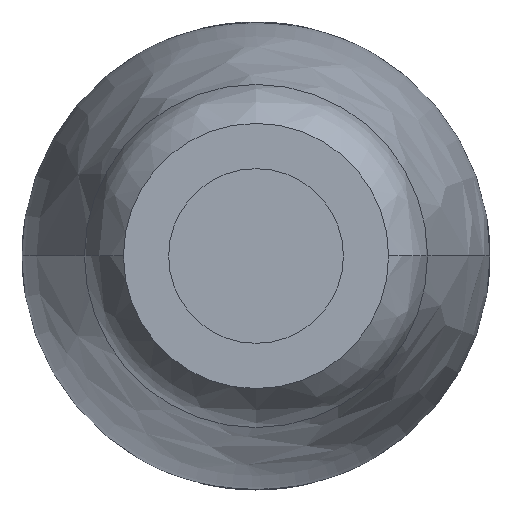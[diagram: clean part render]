
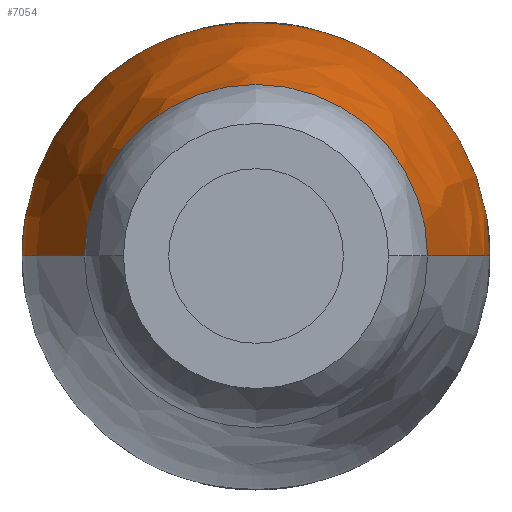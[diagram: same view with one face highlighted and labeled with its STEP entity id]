
A CAD part, front view. The second image highlights one B-rep face of the part: STEP entity #7054.
In plain terms, the highlighted face is a revolution surface.
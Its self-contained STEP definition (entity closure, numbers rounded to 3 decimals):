
#337=CARTESIAN_POINT('',(0.,-6.4,0.));
#338=DIRECTION('',(0.,-1.,0.));
#339=DIRECTION('',(1.,0.,0.));
#340=AXIS2_PLACEMENT_3D('',#337,#338,#339);
#353=CARTESIAN_POINT('',(3.904,-6.4,6.404));
#384=CARTESIAN_POINT('',(-3.904,-6.4,6.404));
#397=CARTESIAN_POINT('',(0.,-6.4,0.));
#398=DIRECTION('',(0.,-1.,0.));
#399=DIRECTION('',(-0.521,0.,0.854));
#400=AXIS2_PLACEMENT_3D('',#397,#398,#399);
#596=CARTESIAN_POINT('',(-3.901,-9.061,6.406));
#597=CARTESIAN_POINT('',(-3.904,-8.766,6.405));
#598=CARTESIAN_POINT('',(-3.906,-8.176,6.403));
#599=CARTESIAN_POINT('',(-3.905,-7.289,6.403));
#600=CARTESIAN_POINT('',(-3.904,-6.697,6.403));
#601=CARTESIAN_POINT('',(-3.904,-6.4,6.404));
#603=CARTESIAN_POINT('',(3.9,-9.063,6.407));
#604=CARTESIAN_POINT('',(3.896,-9.618,6.409));
#605=CARTESIAN_POINT('',(3.869,-10.673,6.426));
#606=CARTESIAN_POINT('',(3.794,-12.058,6.47));
#607=CARTESIAN_POINT('',(3.69,-13.295,6.529));
#608=CARTESIAN_POINT('',(3.565,-14.399,6.598));
#609=CARTESIAN_POINT('',(3.404,-15.372,6.684));
#610=CARTESIAN_POINT('',(3.202,-16.207,6.785));
#611=CARTESIAN_POINT('',(2.967,-16.916,6.891));
#612=CARTESIAN_POINT('',(2.71,-17.51,6.994));
#613=CARTESIAN_POINT('',(2.441,-18.007,7.089));
#614=CARTESIAN_POINT('',(2.164,-18.414,7.174));
#615=CARTESIAN_POINT('',(1.885,-18.738,7.247));
#616=CARTESIAN_POINT('',(1.605,-18.996,7.31));
#617=CARTESIAN_POINT('',(1.315,-19.205,7.363));
#618=CARTESIAN_POINT('',(1.012,-19.372,7.407));
#619=CARTESIAN_POINT('',(0.707,-19.495,7.44));
#620=CARTESIAN_POINT('',(0.412,-19.575,7.46));
#621=CARTESIAN_POINT('',(0.137,-19.614,7.468));
#622=CARTESIAN_POINT('',(-0.126,-19.617,
7.468));
#623=CARTESIAN_POINT('',(-0.388,-19.586,
7.46));
#624=CARTESIAN_POINT('',(-0.661,-19.517,
7.443));
#625=CARTESIAN_POINT('',(-0.947,-19.406,
7.415));
#626=CARTESIAN_POINT('',(-1.243,-19.247,7.375));
#627=CARTESIAN_POINT('',(-1.541,-19.037,7.323));
#628=CARTESIAN_POINT('',(-1.837,-18.771,7.259));
#629=CARTESIAN_POINT('',(-2.132,-18.438,7.183));
#630=CARTESIAN_POINT('',(-2.424,-18.023,7.095));
#631=CARTESIAN_POINT('',(-2.71,-17.515,6.994));
#632=CARTESIAN_POINT('',(-2.98,-16.905,6.885));
#633=CARTESIAN_POINT('',(-3.219,-16.188,6.777));
#634=CARTESIAN_POINT('',(-3.418,-15.347,6.677));
#635=CARTESIAN_POINT('',(-3.572,-14.368,6.594));
#636=CARTESIAN_POINT('',(-3.691,-13.263,6.528));
#637=CARTESIAN_POINT('',(-3.792,-12.029,6.471));
#638=CARTESIAN_POINT('',(-3.867,-10.65,6.427));
#639=CARTESIAN_POINT('',(-3.897,-9.608,6.409));
#640=CARTESIAN_POINT('',(-3.901,-9.061,6.406));
#642=CARTESIAN_POINT('',(3.904,-6.4,6.404));
#643=CARTESIAN_POINT('',(3.903,-6.678,6.404));
#644=CARTESIAN_POINT('',(3.903,-7.246,6.404));
#645=CARTESIAN_POINT('',(3.903,-8.132,6.405));
#646=CARTESIAN_POINT('',(3.902,-8.748,6.406));
#647=CARTESIAN_POINT('',(3.9,-9.063,6.407));
#649=CARTESIAN_POINT('',(7.5,-6.4,0.));
#650=CARTESIAN_POINT('',(7.499,-6.821,0.));
#651=CARTESIAN_POINT('',(7.501,-8.477,0.));
#652=CARTESIAN_POINT('',(7.5,-11.389,0.));
#653=CARTESIAN_POINT('',(7.497,-16.246,0.));
#654=CARTESIAN_POINT('',(7.519,-21.194,0.));
#655=CARTESIAN_POINT('',(6.78,-27.586,0.));
#656=CARTESIAN_POINT('',(5.941,-31.613,0.));
#657=CARTESIAN_POINT('',(5.25,-34.4,0.));
#659=CARTESIAN_POINT('',(0.,-34.4,0.));
#660=DIRECTION('',(0.,-1.,0.));
#661=DIRECTION('',(1.,0.,0.));
#662=AXIS2_PLACEMENT_3D('',#659,#660,#661);
#664=CARTESIAN_POINT('',(-5.25,-34.4,0.));
#665=CARTESIAN_POINT('',(-5.941,-31.613,0.));
#666=CARTESIAN_POINT('',(-6.78,-27.586,0.));
#667=CARTESIAN_POINT('',(-7.519,-21.194,0.));
#668=CARTESIAN_POINT('',(-7.497,-16.246,0.));
#669=CARTESIAN_POINT('',(-7.5,-11.389,0.));
#670=CARTESIAN_POINT('',(-7.501,-8.477,
0.));
#671=CARTESIAN_POINT('',(-7.499,-6.821,0.));
#672=CARTESIAN_POINT('',(-7.5,-6.4,0.));
#5417=VERTEX_POINT('',#664);
#5418=VERTEX_POINT('',#672);
#5419=VERTEX_POINT('',#649);
#5420=VERTEX_POINT('',#657);
#5535=VERTEX_POINT('',#384);
#5538=VERTEX_POINT('',#596);
#5539=VERTEX_POINT('',#603);
#5542=VERTEX_POINT('',#353);
#7021=CARTESIAN_POINT('',(7.501,-6.118,0.));
#7022=CARTESIAN_POINT('',(7.5,-6.212,0.));
#7023=CARTESIAN_POINT('',(7.499,-6.726,0.));
#7024=CARTESIAN_POINT('',(7.501,-8.477,0.));
#7025=CARTESIAN_POINT('',(7.5,-11.389,0.));
#7026=CARTESIAN_POINT('',(7.497,-16.246,0.));
#7027=CARTESIAN_POINT('',(7.519,-21.194,0.));
#7028=CARTESIAN_POINT('',(6.78,-27.586,0.));
#7029=CARTESIAN_POINT('',(5.922,-31.704,0.));
#7030=CARTESIAN_POINT('',(5.205,-34.583,0.));
#7031=CARTESIAN_POINT('',(5.182,-34.674,0.));
#7036=CARTESIAN_POINT('',(0.,-42.1,0.));
#7037=DIRECTION('',(0.,1.,0.));
#7038=AXIS1_PLACEMENT('',#7036,#7037);
#7039=SURFACE_OF_REVOLUTION('',#7032,#7038);
#7041=ORIENTED_EDGE('',*,*,#7040,.F.);
#7043=ORIENTED_EDGE('',*,*,#7042,.F.);
#7045=ORIENTED_EDGE('',*,*,#7044,.F.);
#7046=ORIENTED_EDGE('',*,*,#6257,.F.);
#7047=ORIENTED_EDGE('',*,*,#6944,.T.);
#7049=ORIENTED_EDGE('',*,*,#7048,.T.);
#7050=ORIENTED_EDGE('',*,*,#6940,.T.);
#7051=ORIENTED_EDGE('',*,*,#6281,.F.);
#7052=EDGE_LOOP('',(#7041,#7043,#7045,#7046,#7047,#7049,#7050,#7051));
#7053=FACE_OUTER_BOUND('',#7052,.F.);
#341=CIRCLE('',#340,7.5);
#401=CIRCLE('',#400,7.5);
#602=B_SPLINE_CURVE_WITH_KNOTS('',3,(#596,#597,#598,#599,#600,#601),
.UNSPECIFIED.,.F.,.F.,(4,1,1,4),(0.,0.333,0.667,1.),
.UNSPECIFIED.);
#641=B_SPLINE_CURVE_WITH_KNOTS('',3,(#603,#604,#605,#606,#607,#608,#609,#610,
#611,#612,#613,#614,#615,#616,#617,#618,#619,#620,#621,#622,#623,#624,#625,#626,
#627,#628,#629,#630,#631,#632,#633,#634,#635,#636,#637,#638,#639,#640),
.UNSPECIFIED.,.F.,.F.,(4,1,1,1,1,1,1,1,1,1,1,1,1,1,1,1,1,1,1,1,1,1,1,1,1,1,1,1,
1,1,1,1,1,1,1,4),(0.,0.029,0.057,0.086,
0.114,0.143,0.171,0.2,0.229,
0.257,0.286,0.314,0.343,
0.371,0.4,0.429,0.457,0.486,
0.514,0.543,0.571,0.6,0.629,
0.657,0.686,0.714,0.743,
0.771,0.8,0.829,0.857,0.886,
0.914,0.943,0.971,1.),.UNSPECIFIED.);
#648=B_SPLINE_CURVE_WITH_KNOTS('',3,(#642,#643,#644,#645,#646,#647),
.UNSPECIFIED.,.F.,.F.,(4,1,1,4),(0.,0.333,0.667,1.),
.UNSPECIFIED.);
#658=B_SPLINE_CURVE_WITH_KNOTS('',3,(#649,#650,#651,#652,#653,#654,#655,#656,
#657),.UNSPECIFIED.,.F.,.F.,(4,1,1,1,1,1,4),(0.,0.046,
0.181,0.313,0.559,0.697,1.),
.UNSPECIFIED.);
#663=CIRCLE('',#662,5.25);
#673=B_SPLINE_CURVE_WITH_KNOTS('',3,(#664,#665,#666,#667,#668,#669,#670,#671,
#672),.UNSPECIFIED.,.F.,.F.,(4,1,1,1,1,1,4),(0.,0.303,
0.441,0.687,0.819,0.954,1.),
.UNSPECIFIED.);
#6257=EDGE_CURVE('',#5419,#5542,#341,.T.);
#6281=EDGE_CURVE('',#5535,#5418,#401,.T.);
#6940=EDGE_CURVE('',#5417,#5418,#673,.T.);
#6944=EDGE_CURVE('',#5419,#5420,#658,.T.);
#7032=B_SPLINE_CURVE_WITH_KNOTS('',3,(#7021,#7022,#7023,#7024,#7025,#7026,#7027,
#7028,#7029,#7030,#7031),.UNSPECIFIED.,.F.,.F.,(4,1,1,1,1,1,1,1,4),(0.,
0.01,0.056,0.188,0.317,
0.558,0.693,0.99,1.),.UNSPECIFIED.);
#7040=EDGE_CURVE('',#5538,#5535,#602,.T.);
#7042=EDGE_CURVE('',#5539,#5538,#641,.T.);
#7044=EDGE_CURVE('',#5542,#5539,#648,.T.);
#7048=EDGE_CURVE('',#5420,#5417,#663,.T.);
#7054=ADVANCED_FACE('',(#7053),#7039,.F.);
